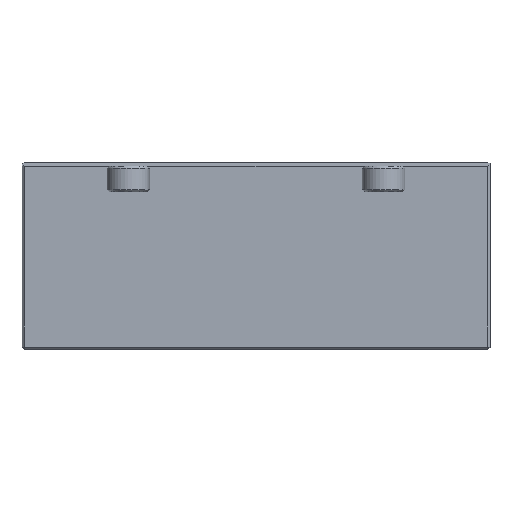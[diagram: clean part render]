
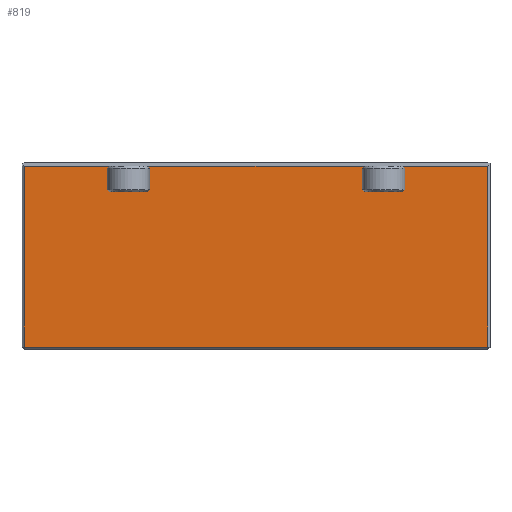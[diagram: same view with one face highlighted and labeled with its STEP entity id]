
A CAD part, top view. The second image highlights one B-rep face of the part: STEP entity #819.
In plain terms, the highlighted planar face has unit normal (0, 0, 1).
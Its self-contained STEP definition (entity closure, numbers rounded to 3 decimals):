
#61=PLANE('',#903);
#111=FACE_OUTER_BOUND('',#167,.T.);
#167=EDGE_LOOP('',(#739,#740,#741,#742,#743,#744,#745,#746,#747,#748,#749,
#750,#751,#752,#753,#754,#755,#756,#757,#758));
#181=LINE('',#1187,#271);
#186=LINE('',#1206,#276);
#189=LINE('',#1216,#279);
#193=LINE('',#1226,#283);
#197=LINE('',#1233,#287);
#199=LINE('',#1240,#289);
#201=LINE('',#1243,#291);
#204=LINE('',#1248,#294);
#205=LINE('',#1251,#295);
#209=LINE('',#1261,#299);
#211=LINE('',#1265,#301);
#215=LINE('',#1275,#305);
#217=LINE('',#1278,#307);
#220=LINE('',#1283,#310);
#229=LINE('',#1303,#319);
#243=LINE('',#1331,#333);
#248=LINE('',#1340,#338);
#256=LINE('',#1357,#346);
#257=LINE('',#1358,#347);
#258=LINE('',#1359,#348);
#271=VECTOR('',#955,10.);
#276=VECTOR('',#974,10.);
#279=VECTOR('',#985,10.);
#283=VECTOR('',#995,10.);
#287=VECTOR('',#1001,10.);
#289=VECTOR('',#1009,10.);
#291=VECTOR('',#1013,10.);
#294=VECTOR('',#1020,10.);
#295=VECTOR('',#1023,10.);
#299=VECTOR('',#1033,10.);
#301=VECTOR('',#1037,10.);
#305=VECTOR('',#1047,10.);
#307=VECTOR('',#1051,10.);
#310=VECTOR('',#1058,10.);
#319=VECTOR('',#1073,10.);
#333=VECTOR('',#1099,10.);
#338=VECTOR('',#1108,10.);
#346=VECTOR('',#1130,10.);
#347=VECTOR('',#1131,10.);
#348=VECTOR('',#1132,10.);
#372=VERTEX_POINT('',#1146);
#374=VERTEX_POINT('',#1150);
#379=VERTEX_POINT('',#1165);
#381=VERTEX_POINT('',#1169);
#385=VERTEX_POINT('',#1183);
#387=VERTEX_POINT('',#1186);
#392=VERTEX_POINT('',#1202);
#394=VERTEX_POINT('',#1205);
#397=VERTEX_POINT('',#1215);
#400=VERTEX_POINT('',#1225);
#402=VERTEX_POINT('',#1231);
#404=VERTEX_POINT('',#1239);
#405=VERTEX_POINT('',#1250);
#408=VERTEX_POINT('',#1260);
#409=VERTEX_POINT('',#1264);
#412=VERTEX_POINT('',#1274);
#416=VERTEX_POINT('',#1292);
#419=VERTEX_POINT('',#1299);
#426=VERTEX_POINT('',#1324);
#430=VERTEX_POINT('',#1338);
#455=EDGE_CURVE('',#387,#385,#181,.T.);
#464=EDGE_CURVE('',#394,#392,#186,.T.);
#469=EDGE_CURVE('',#387,#397,#189,.F.);
#474=EDGE_CURVE('',#400,#385,#193,.F.);
#478=EDGE_CURVE('',#400,#402,#197,.T.);
#481=EDGE_CURVE('',#404,#397,#199,.T.);
#483=EDGE_CURVE('',#404,#381,#201,.F.);
#486=EDGE_CURVE('',#379,#402,#204,.F.);
#487=EDGE_CURVE('',#405,#374,#205,.F.);
#492=EDGE_CURVE('',#372,#408,#209,.F.);
#494=EDGE_CURVE('',#394,#409,#211,.F.);
#499=EDGE_CURVE('',#412,#392,#215,.F.);
#501=EDGE_CURVE('',#412,#408,#217,.T.);
#504=EDGE_CURVE('',#405,#409,#220,.T.);
#513=EDGE_CURVE('',#416,#419,#229,.T.);
#527=EDGE_CURVE('',#426,#416,#243,.T.);
#532=EDGE_CURVE('',#430,#426,#248,.T.);
#540=EDGE_CURVE('',#419,#379,#256,.T.);
#541=EDGE_CURVE('',#381,#372,#257,.T.);
#542=EDGE_CURVE('',#374,#430,#258,.T.);
#739=ORIENTED_EDGE('',*,*,#532,.F.);
#740=ORIENTED_EDGE('',*,*,#542,.F.);
#741=ORIENTED_EDGE('',*,*,#487,.F.);
#742=ORIENTED_EDGE('',*,*,#504,.T.);
#743=ORIENTED_EDGE('',*,*,#494,.F.);
#744=ORIENTED_EDGE('',*,*,#464,.T.);
#745=ORIENTED_EDGE('',*,*,#499,.F.);
#746=ORIENTED_EDGE('',*,*,#501,.T.);
#747=ORIENTED_EDGE('',*,*,#492,.F.);
#748=ORIENTED_EDGE('',*,*,#541,.F.);
#749=ORIENTED_EDGE('',*,*,#483,.F.);
#750=ORIENTED_EDGE('',*,*,#481,.T.);
#751=ORIENTED_EDGE('',*,*,#469,.F.);
#752=ORIENTED_EDGE('',*,*,#455,.T.);
#753=ORIENTED_EDGE('',*,*,#474,.F.);
#754=ORIENTED_EDGE('',*,*,#478,.T.);
#755=ORIENTED_EDGE('',*,*,#486,.F.);
#756=ORIENTED_EDGE('',*,*,#540,.F.);
#757=ORIENTED_EDGE('',*,*,#513,.F.);
#758=ORIENTED_EDGE('',*,*,#527,.F.);
#819=ADVANCED_FACE('',(#111),#61,.T.);
#903=AXIS2_PLACEMENT_3D('',#1360,#1133,#1134);
#955=DIRECTION('',(-1.,0.,0.));
#974=DIRECTION('',(-1.,0.,0.));
#985=DIRECTION('',(-0.707,-0.707,0.));
#995=DIRECTION('',(-0.707,0.707,0.));
#1001=DIRECTION('',(0.,1.,0.));
#1009=DIRECTION('',(0.,-1.,0.));
#1013=DIRECTION('',(0.707,-0.707,0.));
#1020=DIRECTION('',(0.707,0.707,0.));
#1023=DIRECTION('',(0.707,-0.707,0.));
#1033=DIRECTION('',(0.707,0.707,0.));
#1037=DIRECTION('',(-0.707,-0.707,0.));
#1047=DIRECTION('',(-0.707,0.707,0.));
#1051=DIRECTION('',(0.,1.,0.));
#1058=DIRECTION('',(0.,-1.,0.));
#1073=DIRECTION('',(0.,1.,0.));
#1099=DIRECTION('',(-1.,0.,0.));
#1108=DIRECTION('',(0.,-1.,0.));
#1130=DIRECTION('',(1.,0.,0.));
#1131=DIRECTION('',(1.,0.,0.));
#1132=DIRECTION('',(1.,0.,0.));
#1133=DIRECTION('center_axis',(0.,0.,1.));
#1134=DIRECTION('ref_axis',(0.,-1.,0.));
#1146=CARTESIAN_POINT('',(80.5,43.,2.));
#1150=CARTESIAN_POINT('',(89.5,43.,2.));
#1165=CARTESIAN_POINT('',(20.5,43.,2.));
#1169=CARTESIAN_POINT('',(29.5,43.,2.));
#1183=CARTESIAN_POINT('',(20.5,37.,2.));
#1186=CARTESIAN_POINT('',(29.5,37.,2.));
#1187=CARTESIAN_POINT('',(55.,37.,2.));
#1202=CARTESIAN_POINT('',(80.5,37.,2.));
#1205=CARTESIAN_POINT('',(89.5,37.,2.));
#1206=CARTESIAN_POINT('',(55.,37.,2.));
#1215=CARTESIAN_POINT('',(30.,37.5,2.));
#1216=CARTESIAN_POINT('',(23.75,31.25,2.));
#1225=CARTESIAN_POINT('',(20.,37.5,2.));
#1226=CARTESIAN_POINT('',(13.75,43.75,2.));
#1231=CARTESIAN_POINT('',(20.,42.5,2.));
#1233=CARTESIAN_POINT('',(20.,41.5,2.));
#1239=CARTESIAN_POINT('',(30.,42.5,2.));
#1240=CARTESIAN_POINT('',(30.,41.5,2.));
#1243=CARTESIAN_POINT('',(22.25,50.25,2.));
#1248=CARTESIAN_POINT('',(15.25,37.75,2.));
#1250=CARTESIAN_POINT('',(90.,42.5,2.));
#1251=CARTESIAN_POINT('',(67.25,65.25,2.));
#1260=CARTESIAN_POINT('',(80.,42.5,2.));
#1261=CARTESIAN_POINT('',(60.25,22.75,2.));
#1264=CARTESIAN_POINT('',(90.,37.5,2.));
#1265=CARTESIAN_POINT('',(68.75,16.25,2.));
#1274=CARTESIAN_POINT('',(80.,37.5,2.));
#1275=CARTESIAN_POINT('',(58.75,58.75,2.));
#1278=CARTESIAN_POINT('',(80.,41.5,2.));
#1283=CARTESIAN_POINT('',(90.,41.5,2.));
#1292=CARTESIAN_POINT('',(0.5,0.5,2.));
#1299=CARTESIAN_POINT('',(0.5,43.,2.));
#1303=CARTESIAN_POINT('',(0.5,32.457,2.));
#1324=CARTESIAN_POINT('',(109.5,0.5,2.));
#1331=CARTESIAN_POINT('',(0.,0.5,2.));
#1338=CARTESIAN_POINT('',(109.5,43.,2.));
#1340=CARTESIAN_POINT('',(109.5,32.457,2.));
#1357=CARTESIAN_POINT('',(0.,43.,2.));
#1358=CARTESIAN_POINT('',(0.,43.,2.));
#1359=CARTESIAN_POINT('',(0.,43.,2.));
#1360=CARTESIAN_POINT('Origin',(0.,43.,2.));
